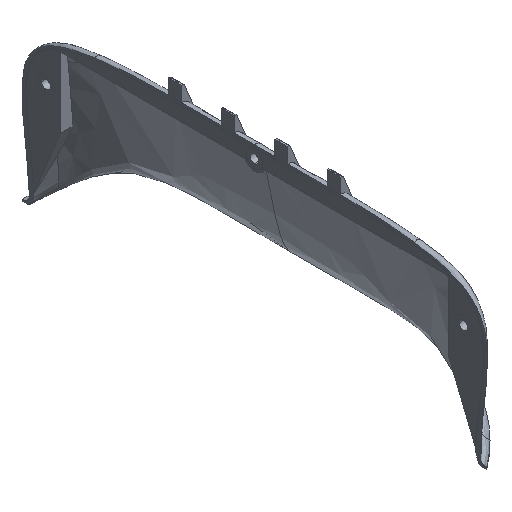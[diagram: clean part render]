
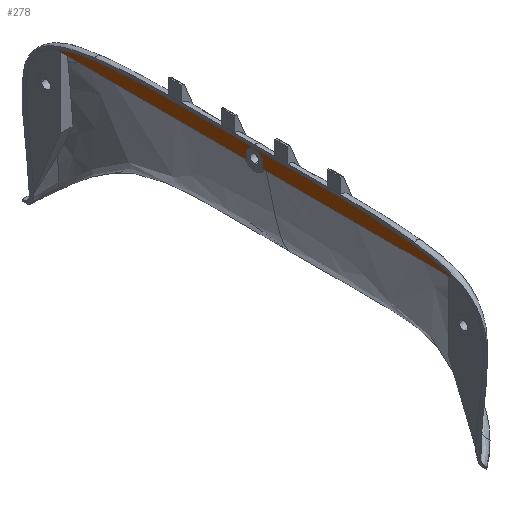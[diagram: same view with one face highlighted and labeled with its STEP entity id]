
A CAD part, isometric view. The second image highlights one B-rep face of the part: STEP entity #278.
In plain terms, the highlighted planar face has unit normal (-1, 0, 0).
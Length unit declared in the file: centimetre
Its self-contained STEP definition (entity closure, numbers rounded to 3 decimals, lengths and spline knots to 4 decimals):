
#28=TRIMMED_CURVE($,#61,(#15246),(#15247),.T.,.CARTESIAN.);
#61=CIRCLE('',#2324,0.315);
#278=ADVANCED_FACE('',(#412),#2145,.T.);
#412=FACE_OUTER_BOUND('',#549,.T.);
#549=EDGE_LOOP('',(#1086,#1087,#1088,#1089,#1090,#1091));
#1086=ORIENTED_EDGE('',*,*,#1499,.T.);
#1087=ORIENTED_EDGE('',*,*,#1500,.T.);
#1088=ORIENTED_EDGE('',*,*,#1501,.T.);
#1089=ORIENTED_EDGE('',*,*,#1502,.T.);
#1090=ORIENTED_EDGE('',*,*,#1503,.T.);
#1091=ORIENTED_EDGE('',*,*,#1504,.T.);
#1499=EDGE_CURVE('',#2004,#2005,#1797,.T.);
#1500=EDGE_CURVE('',#2005,#2006,#1798,.T.);
#1501=EDGE_CURVE('',#2006,#2007,#1799,.T.);
#1502=EDGE_CURVE('',#2007,#2008,#1800,.T.);
#1503=EDGE_CURVE('',#2008,#2009,#1801,.T.);
#1504=EDGE_CURVE('',#2009,#2004,#28,.T.);
#1797=B_SPLINE_CURVE_WITH_KNOTS('',1,(#15184,#15185),.UNSPECIFIED.,.F.,
 .F.,(2,2),(0.879,8.1903),.UNSPECIFIED.);
#1798=B_SPLINE_CURVE_WITH_KNOTS('',3,(#15186,#15187,#15188,#15189,#15190,
#15191,#15192),.UNSPECIFIED.,.F.,.F.,(4,3,4),(8.1903,8.845,
9.7711),.UNSPECIFIED.);
#1799=B_SPLINE_CURVE_WITH_KNOTS('',3,(#15193,#15194,#15195,#15196,#15197,
#15198,#15199,#15200,#15201,#15202,#15203,#15204,#15205,#15206,#15207,#15208,
#15209,#15210,#15211,#15212,#15213,#15214,#15215,#15216,#15217,#15218,#15219,
#15220,#15221,#15222,#15223,#15224,#15225,#15226,#15227,#15228,#15229,#15230,
#15231,#15232,#15233,#15234,#15235),.UNSPECIFIED.,.F.,.F.,(4,3,3,3,3,3,
3,3,3,3,3,3,3,3,4),(9.7711,10.2409,10.7119,11.1862,
11.6654,12.6452,13.6634,15.8123,17.9612,
18.9794,19.9592,20.4384,20.9127,21.3837,
21.8535),.UNSPECIFIED.);
#1800=B_SPLINE_CURVE_WITH_KNOTS('',3,(#15236,#15237,#15238,#15239,#15240,
#15241,#15242),.UNSPECIFIED.,.F.,.F.,(4,3,4),(21.8535,22.7796,
23.4343),.UNSPECIFIED.);
#1801=B_SPLINE_CURVE_WITH_KNOTS('',1,(#15243,#15244),.UNSPECIFIED.,.F.,
 .F.,(2,2),(23.4343,30.7323),.UNSPECIFIED.);
#2004=VERTEX_POINT('',#15006);
#2005=VERTEX_POINT('',#15007);
#2006=VERTEX_POINT('',#15008);
#2007=VERTEX_POINT('',#15009);
#2008=VERTEX_POINT('',#15010);
#2009=VERTEX_POINT('',#15011);
#2145=PLANE('',#2322);
#2322=AXIS2_PLACEMENT_3D('',#14417,#2459,$);
#2324=AXIS2_PLACEMENT_3D($,#15245,#2461,#2462);
#2459=DIRECTION('',(-1.,0.,0.));
#2461=DIRECTION('',(1.,0.,0.));
#2462=DIRECTION('',(0.,0.822,-0.57));
#14417=CARTESIAN_POINT('',(-371.5599,420.2642,64.8194));
#15006=CARTESIAN_POINT('',(-371.5599,427.7268,64.2704));
#15007=CARTESIAN_POINT('',(-371.5599,420.4155,64.2705));
#15008=CARTESIAN_POINT('',(-371.5599,421.9446,64.6462));
#15009=CARTESIAN_POINT('',(-371.5599,434.0134,64.6462));
#15010=CARTESIAN_POINT('',(-371.5599,435.5425,64.2705));
#15011=CARTESIAN_POINT('',(-371.5599,428.2445,64.2704));
#15184=CARTESIAN_POINT('',(-371.5599,427.7268,64.2704));
#15185=CARTESIAN_POINT('',(-371.5599,420.4155,64.2705));
#15186=CARTESIAN_POINT('',(-371.5599,420.4155,64.2705));
#15187=CARTESIAN_POINT('',(-371.5599,420.6147,64.3585));
#15188=CARTESIAN_POINT('',(-371.5599,420.8273,64.4253));
#15189=CARTESIAN_POINT('',(-371.5599,421.0348,64.4779));
#15190=CARTESIAN_POINT('',(-371.5599,421.3301,64.5526));
#15191=CARTESIAN_POINT('',(-371.5599,421.643,64.6052));
#15192=CARTESIAN_POINT('',(-371.5599,421.9446,64.6462));
#15193=CARTESIAN_POINT('',(-371.5599,421.9446,64.6462));
#15194=CARTESIAN_POINT('',(-371.5599,422.0998,64.6673));
#15195=CARTESIAN_POINT('',(-371.5599,422.2551,64.6857));
#15196=CARTESIAN_POINT('',(-371.5599,422.4109,64.7017));
#15197=CARTESIAN_POINT('',(-371.5599,422.5672,64.7178));
#15198=CARTESIAN_POINT('',(-371.5599,422.7235,64.7315));
#15199=CARTESIAN_POINT('',(-371.5599,422.8801,64.7432));
#15200=CARTESIAN_POINT('',(-371.5599,423.0378,64.7549));
#15201=CARTESIAN_POINT('',(-371.5599,423.1955,64.7646));
#15202=CARTESIAN_POINT('',(-371.5599,423.3535,64.7725));
#15203=CARTESIAN_POINT('',(-371.5599,423.513,64.7805));
#15204=CARTESIAN_POINT('',(-371.5599,423.6726,64.7867));
#15205=CARTESIAN_POINT('',(-371.5599,423.8323,64.7916));
#15206=CARTESIAN_POINT('',(-371.5599,424.1581,64.8016));
#15207=CARTESIAN_POINT('',(-371.5599,424.4859,64.8059));
#15208=CARTESIAN_POINT('',(-371.5599,424.8119,64.8076));
#15209=CARTESIAN_POINT('',(-371.5599,425.1513,64.8094));
#15210=CARTESIAN_POINT('',(-371.5599,425.4907,64.8085));
#15211=CARTESIAN_POINT('',(-371.5599,425.8301,64.8078));
#15212=CARTESIAN_POINT('',(-371.5599,426.5464,64.8064));
#15213=CARTESIAN_POINT('',(-371.5599,427.2627,64.8057));
#15214=CARTESIAN_POINT('',(-371.5599,427.979,64.8057));
#15215=CARTESIAN_POINT('',(-371.5599,428.6953,64.8057));
#15216=CARTESIAN_POINT('',(-371.5599,429.4116,64.8064));
#15217=CARTESIAN_POINT('',(-371.5599,430.1279,64.8078));
#15218=CARTESIAN_POINT('',(-371.5599,430.4673,64.8085));
#15219=CARTESIAN_POINT('',(-371.5599,430.8067,64.8094));
#15220=CARTESIAN_POINT('',(-371.5599,431.1461,64.8076));
#15221=CARTESIAN_POINT('',(-371.5599,431.4721,64.8059));
#15222=CARTESIAN_POINT('',(-371.5599,431.7999,64.8016));
#15223=CARTESIAN_POINT('',(-371.5599,432.1257,64.7916));
#15224=CARTESIAN_POINT('',(-371.5599,432.2854,64.7867));
#15225=CARTESIAN_POINT('',(-371.5599,432.445,64.7805));
#15226=CARTESIAN_POINT('',(-371.5599,432.6045,64.7725));
#15227=CARTESIAN_POINT('',(-371.5599,432.7625,64.7646));
#15228=CARTESIAN_POINT('',(-371.5599,432.9202,64.7549));
#15229=CARTESIAN_POINT('',(-371.5599,433.0779,64.7432));
#15230=CARTESIAN_POINT('',(-371.5599,433.2345,64.7315));
#15231=CARTESIAN_POINT('',(-371.5599,433.3908,64.7178));
#15232=CARTESIAN_POINT('',(-371.5599,433.5471,64.7017));
#15233=CARTESIAN_POINT('',(-371.5599,433.7029,64.6857));
#15234=CARTESIAN_POINT('',(-371.5599,433.8582,64.6673));
#15235=CARTESIAN_POINT('',(-371.5599,434.0134,64.6462));
#15236=CARTESIAN_POINT('',(-371.5599,434.0134,64.6462));
#15237=CARTESIAN_POINT('',(-371.5599,434.315,64.6052));
#15238=CARTESIAN_POINT('',(-371.5599,434.6279,64.5526));
#15239=CARTESIAN_POINT('',(-371.5599,434.9232,64.4779));
#15240=CARTESIAN_POINT('',(-371.5599,435.1307,64.4253));
#15241=CARTESIAN_POINT('',(-371.5599,435.3433,64.3585));
#15242=CARTESIAN_POINT('',(-371.5599,435.5425,64.2705));
#15243=CARTESIAN_POINT('',(-371.5599,435.5425,64.2705));
#15244=CARTESIAN_POINT('',(-371.5599,428.2445,64.2704));
#15245=CARTESIAN_POINT('',(-371.5599,427.9856,64.4499));
#15246=CARTESIAN_POINT('',(-371.5599,428.2445,64.2704));
#15247=CARTESIAN_POINT('',(-371.5599,427.7268,64.2704));
